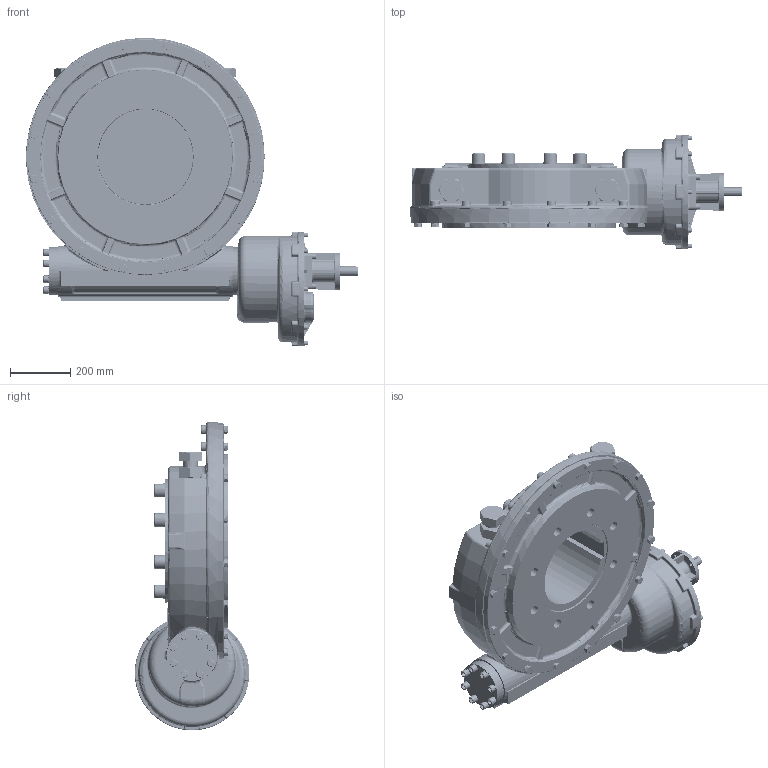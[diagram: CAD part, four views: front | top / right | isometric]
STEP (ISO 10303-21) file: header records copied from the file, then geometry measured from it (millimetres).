
FILE_DESCRIPTION(/* description */ ('Unknown'),/* implementation_level */ '2;1');
FILE_NAME(/* name */ 'PUB-IW11BB-IR3-2_SOLID_0-0',/* time_stamp */ '2019-11-12T22:13:17+00:00',/* author */ ('Unknown'),/* organization */ ('Unknown'),/* preprocessor_version */ 'ST-DEVELOPER v16.7',/* originating_system */ 'DEX',/* authorisation */ $);
FILE_SCHEMA (('AUTOMOTIVE_DESIGN {1 0 10303 214 3 1 1}'));
Products named in the file (1): PUB-IW11BB-IR3-2_SOLID_0-0
Bounding box: 1106.25 x 381.84 x 1028.5 mm (x, y, z)
Volume: 375866.5 mm3; surface area: 6031116.5 mm2
Topology: 93 solids, 94 shells, 7977 faces, 21871 edges, 13915 vertices
Faces by surface type: plane 5275, cylinder 1113, torus 586, bspline 435, cone 343, sphere 225
Full cylindrical faces by diameter (mm): 2.5 x2, 8 x1, 10.106 x4, 10.5 x4, 14 x1, 16 x10, 16.6 x8, 17.25 x1, 18 x4, 19 x4, 20 x1, 24 x17, 25 x1, 25.4 x64, 26 x8, 30 x5, 31.67 x8, 36.6 x2, 38.1 x1, 40 x2, 40.5 x1, 45 x9, 47 x9, 48 x4, 50 x7, 50.2 x2, 50.9 x2, 52.6 x2, 54.7 x1, 55.11 x1
Entity records: 274472 total; most frequent: CARTESIAN_POINT 87452, ORIENTED_EDGE 41226, DIRECTION 35272, EDGE_CURVE 20613, VERTEX_POINT 13535, LINE 12664, VECTOR 12664, AXIS2_PLACEMENT_3D 11304
